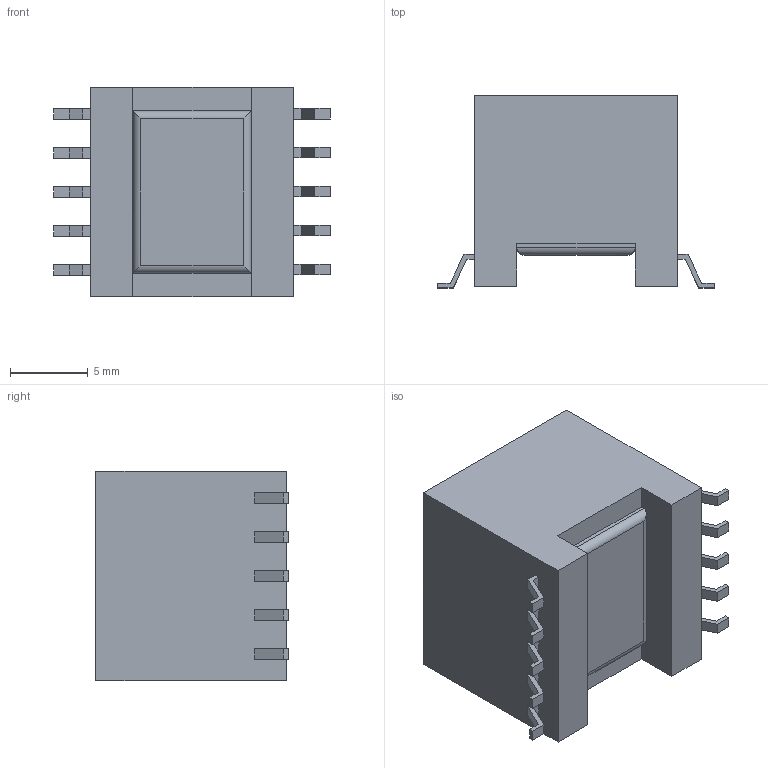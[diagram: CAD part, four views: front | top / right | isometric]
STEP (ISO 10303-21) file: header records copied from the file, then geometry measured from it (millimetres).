
FILE_DESCRIPTION (( 'STEP AP214' ), '1' );
FILE_NAME ('Coilcraft-CX9629-AL.STEP', '2018-01-10T21:41:54', ( '' ), ( '' ), 'SwSTEP 2.0', 'SolidWorks 2018', '' );
FILE_SCHEMA (( 'AUTOMOTIVE_DESIGN' ));
Length unit declared in the file: millimetre
Products named in the file (1): Coilcraft-CX9629-AL
Bounding box: 17.75 x 12.32 x 13.46 mm (x, y, z)
Surface area: 1122.1 mm2 (no closed solid volume)
Topology: 0 solids, 2 shells, 489 faces, 1232 edges, 781 vertices
Faces by surface type: bspline 250, plane 233, cylinder 6
Entity records: 20374 total; most frequent: CARTESIAN_POINT 9750, ORIENTED_EDGE 2456, EDGE_CURVE 1232, DIRECTION 953, VERTEX_POINT 781, B_SPLINE_CURVE_WITH_KNOTS 759, EDGE_LOOP 526, ADVANCED_FACE 489
